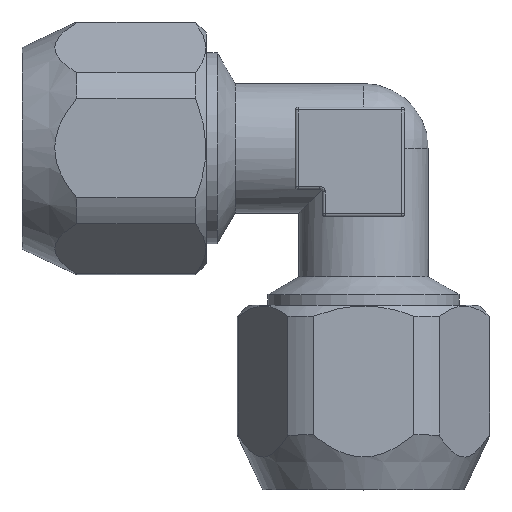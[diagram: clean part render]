
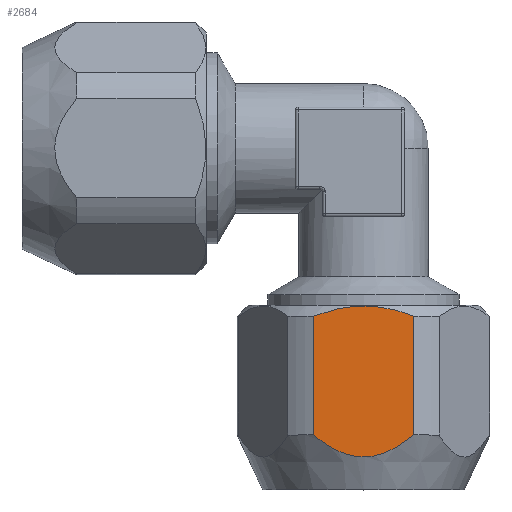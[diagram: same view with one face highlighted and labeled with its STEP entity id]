
A CAD part, top view. The second image highlights one B-rep face of the part: STEP entity #2684.
In plain terms, the highlighted planar face has unit normal (0, 0, 1).
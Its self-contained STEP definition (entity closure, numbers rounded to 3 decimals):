
#435=CARTESIAN_POINT('',(-3.649,-12.3,8.5));
#436=CARTESIAN_POINT('',(-3.138,-12.098,8.5));
#437=CARTESIAN_POINT('',(-2.134,-11.776,8.5));
#438=CARTESIAN_POINT('',(-0.71,-11.541,8.5));
#439=CARTESIAN_POINT('',(0.708,-11.54,8.5));
#440=CARTESIAN_POINT('',(2.134,-11.775,8.5));
#441=CARTESIAN_POINT('',(3.137,-12.098,8.5));
#442=CARTESIAN_POINT('',(3.649,-12.3,8.5));
#444=DIRECTION('',(0.,-1.,0.));
#445=VECTOR('',#444,8.7);
#446=CARTESIAN_POINT('',(3.649,-12.3,8.5));
#447=LINE('',#446,#445);
#466=DIRECTION('',(0.,-1.,0.));
#467=VECTOR('',#466,8.7);
#468=CARTESIAN_POINT('',(-3.649,-12.3,8.5));
#469=LINE('',#468,#467);
#548=CARTESIAN_POINT('',(3.649,-21.,8.5));
#549=CARTESIAN_POINT('',(3.286,-21.307,8.5));
#550=CARTESIAN_POINT('',(2.57,-21.836,8.5));
#551=CARTESIAN_POINT('',(1.502,-22.37,8.5));
#552=CARTESIAN_POINT('',(0.489,-22.619,8.5));
#553=CARTESIAN_POINT('',(-0.483,-22.619,8.5));
#554=CARTESIAN_POINT('',(-1.493,-22.373,8.5));
#555=CARTESIAN_POINT('',(-2.566,-21.839,8.5));
#556=CARTESIAN_POINT('',(-3.284,-21.308,8.5));
#557=CARTESIAN_POINT('',(-3.649,-21.,8.5));
#1971=VERTEX_POINT('',#435);
#1972=VERTEX_POINT('',#442);
#1979=CARTESIAN_POINT('',(3.649,-21.,8.5));
#1980=VERTEX_POINT('',#1979);
#1981=CARTESIAN_POINT('',(-3.649,-21.,8.5));
#1982=VERTEX_POINT('',#1981);
#2672=CARTESIAN_POINT('',(-4.907,-25.,8.5));
#2673=DIRECTION('',(0.,0.,-1.));
#2674=DIRECTION('',(1.,0.,0.));
#2675=AXIS2_PLACEMENT_3D('',#2672,#2673,#2674);
#2676=PLANE('',#2675);
#2677=ORIENTED_EDGE('',*,*,#2552,.T.);
#2678=ORIENTED_EDGE('',*,*,#2579,.T.);
#2680=ORIENTED_EDGE('',*,*,#2679,.T.);
#2681=ORIENTED_EDGE('',*,*,#2596,.F.);
#2682=EDGE_LOOP('',(#2677,#2678,#2680,#2681));
#2683=FACE_OUTER_BOUND('',#2682,.F.);
#2684=ADVANCED_FACE('',(#2683),#2676,.F.);
#443=B_SPLINE_CURVE_WITH_KNOTS('',3,(#435,#436,#437,#438,#439,#440,#441,#442),
.UNSPECIFIED.,.F.,.F.,(4,1,1,1,1,4),(0.,0.2,0.4,0.6,0.8,1.),
.UNSPECIFIED.);
#558=B_SPLINE_CURVE_WITH_KNOTS('',3,(#548,#549,#550,#551,#552,#553,#554,#555,
#556,#557),.UNSPECIFIED.,.F.,.F.,(4,1,1,1,1,1,1,4),(0.,0.143,
0.286,0.429,0.571,0.714,
0.857,1.),.UNSPECIFIED.);
#2552=EDGE_CURVE('',#1971,#1972,#443,.T.);
#2579=EDGE_CURVE('',#1972,#1980,#447,.T.);
#2596=EDGE_CURVE('',#1971,#1982,#469,.T.);
#2679=EDGE_CURVE('',#1980,#1982,#558,.T.);
